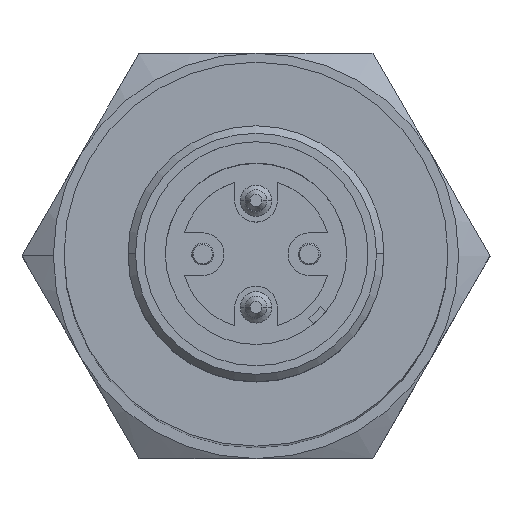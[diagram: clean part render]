
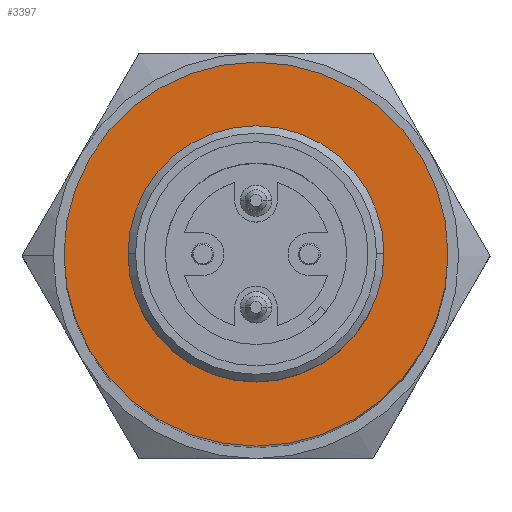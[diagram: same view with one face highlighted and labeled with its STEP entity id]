
A CAD part, top view. The second image highlights one B-rep face of the part: STEP entity #3397.
In plain terms, the highlighted planar face has unit normal (0, 0, 1).
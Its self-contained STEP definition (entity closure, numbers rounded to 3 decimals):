
#25 = DIRECTION ( 'NONE',  ( 0., 0., -1. ) ) ;
#197 = CARTESIAN_POINT ( 'NONE',  ( 0., 0., 60.8 ) ) ;
#244 = EDGE_CURVE ( 'NONE', #357, #584, #1399, .T. ) ;
#357 = VERTEX_POINT ( 'NONE', #2752 ) ;
#468 = DIRECTION ( 'NONE',  ( 1., 0., 0. ) ) ;
#475 = DIRECTION ( 'NONE',  ( 0., 0., -1. ) ) ;
#479 = AXIS2_PLACEMENT_3D ( 'NONE', #1635, #25, #1898 ) ;
#525 = CARTESIAN_POINT ( 'NONE',  ( -5.549, 0., 60.8 ) ) ;
#530 = CIRCLE ( 'NONE', #1313, 5.549 ) ;
#584 = VERTEX_POINT ( 'NONE', #2527 ) ;
#588 = EDGE_LOOP ( 'NONE', ( #2380, #626 ) ) ;
#593 = ORIENTED_EDGE ( 'NONE', *, *, #1970, .T. ) ;
#626 = ORIENTED_EDGE ( 'NONE', *, *, #3309, .T. ) ;
#816 = CARTESIAN_POINT ( 'NONE',  ( 0., 0., 60.8 ) ) ;
#933 = VERTEX_POINT ( 'NONE', #525 ) ;
#1073 = EDGE_LOOP ( 'NONE', ( #1583, #593 ) ) ;
#1115 = AXIS2_PLACEMENT_3D ( 'NONE', #1453, #1294, #1249 ) ;
#1232 = AXIS2_PLACEMENT_3D ( 'NONE', #816, #1353, #3179 ) ;
#1249 = DIRECTION ( 'NONE',  ( 1., 0., 0. ) ) ;
#1294 = DIRECTION ( 'NONE',  ( 0., 0., 1. ) ) ;
#1313 = AXIS2_PLACEMENT_3D ( 'NONE', #2055, #475, #2319 ) ;
#1353 = DIRECTION ( 'NONE',  ( 0., 0., 1. ) ) ;
#1399 = CIRCLE ( 'NONE', #1115, 9. ) ;
#1453 = CARTESIAN_POINT ( 'NONE',  ( 0., 0., 60.8 ) ) ;
#1582 = FACE_BOUND ( 'NONE', #588, .T. ) ;
#1583 = ORIENTED_EDGE ( 'NONE', *, *, #244, .T. ) ;
#1635 = CARTESIAN_POINT ( 'NONE',  ( 0., 0., 60.8 ) ) ;
#1898 = DIRECTION ( 'NONE',  ( 1., 0., 0. ) ) ;
#1907 = AXIS2_PLACEMENT_3D ( 'NONE', #197, #2049, #468 ) ;
#1970 = EDGE_CURVE ( 'NONE', #584, #357, #3278, .T. ) ;
#2049 = DIRECTION ( 'NONE',  ( 0., 0., 1. ) ) ;
#2055 = CARTESIAN_POINT ( 'NONE',  ( 0., 0., 60.8 ) ) ;
#2108 = CARTESIAN_POINT ( 'NONE',  ( 5.549, 0., 60.8 ) ) ;
#2176 = FACE_OUTER_BOUND ( 'NONE', #1073, .T. ) ;
#2319 = DIRECTION ( 'NONE',  ( 1., 0., 0. ) ) ;
#2376 = PLANE ( 'NONE',  #1232 ) ;
#2380 = ORIENTED_EDGE ( 'NONE', *, *, #3056, .T. ) ;
#2527 = CARTESIAN_POINT ( 'NONE',  ( 9., 0., 60.8 ) ) ;
#2668 = CIRCLE ( 'NONE', #479, 5.549 ) ;
#2752 = CARTESIAN_POINT ( 'NONE',  ( -9., 0., 60.8 ) ) ;
#3025 = VERTEX_POINT ( 'NONE', #2108 ) ;
#3056 = EDGE_CURVE ( 'NONE', #3025, #933, #2668, .T. ) ;
#3179 = DIRECTION ( 'NONE',  ( 1., 0., 0. ) ) ;
#3278 = CIRCLE ( 'NONE', #1907, 9. ) ;
#3309 = EDGE_CURVE ( 'NONE', #933, #3025, #530, .T. ) ;
#3397 = ADVANCED_FACE ( 'NONE', ( #1582, #2176 ), #2376, .T. ) ;
